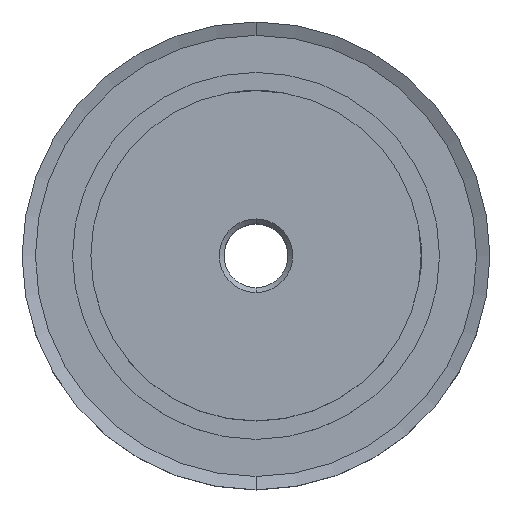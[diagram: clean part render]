
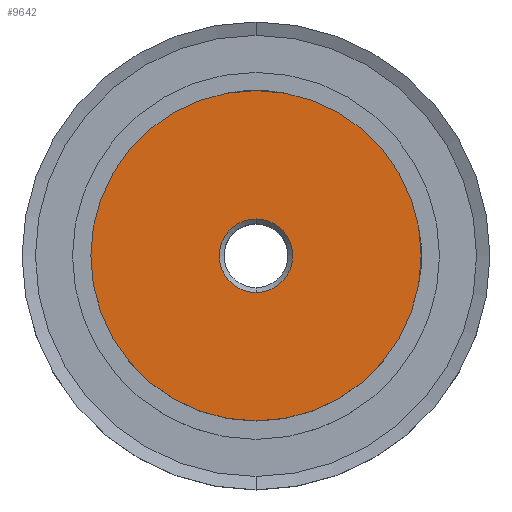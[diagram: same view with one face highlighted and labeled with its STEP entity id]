
A CAD part, top view. The second image highlights one B-rep face of the part: STEP entity #9642.
In plain terms, the highlighted planar face has unit normal (0, 0, 1).
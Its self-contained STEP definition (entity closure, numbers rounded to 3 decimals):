
#115=CARTESIAN_POINT('',(0.,0.,8.));
#116=DIRECTION('',(0.,0.,1.));
#117=DIRECTION('',(0.,1.,0.));
#118=AXIS2_PLACEMENT_3D('',#115,#116,#117);
#120=CARTESIAN_POINT('',(0.,0.,8.));
#121=DIRECTION('',(0.,0.,-1.));
#122=DIRECTION('',(0.,1.,0.));
#123=AXIS2_PLACEMENT_3D('',#120,#121,#122);
#130=CARTESIAN_POINT('',(0.,0.,8.));
#131=DIRECTION('',(0.,0.,-1.));
#132=DIRECTION('',(0.,1.,0.));
#133=AXIS2_PLACEMENT_3D('',#130,#131,#132);
#7198=CARTESIAN_POINT('',(0.,0.,8.));
#7199=DIRECTION('',(0.,0.,1.));
#7200=DIRECTION('',(0.,1.,0.));
#7201=AXIS2_PLACEMENT_3D('',#7198,#7199,#7200);
#7513=CARTESIAN_POINT('',(0.,15.5,8.));
#7514=CARTESIAN_POINT('',(0.,-15.5,8.));
#7515=VERTEX_POINT('',#7513);
#7516=VERTEX_POINT('',#7514);
#8777=CARTESIAN_POINT('',(0.,3.45,8.));
#8778=CARTESIAN_POINT('',(0.,-3.45,8.));
#8779=VERTEX_POINT('',#8777);
#8780=VERTEX_POINT('',#8778);
#9625=CARTESIAN_POINT('',(0.,0.,8.));
#9626=DIRECTION('',(0.,0.,-1.));
#9627=DIRECTION('',(0.,-1.,0.));
#9628=AXIS2_PLACEMENT_3D('',#9625,#9626,#9627);
#9629=PLANE('',#9628);
#9631=ORIENTED_EDGE('',*,*,#9630,.F.);
#9633=ORIENTED_EDGE('',*,*,#9632,.T.);
#9634=EDGE_LOOP('',(#9631,#9633));
#9635=FACE_OUTER_BOUND('',#9634,.F.);
#9637=ORIENTED_EDGE('',*,*,#9636,.F.);
#9639=ORIENTED_EDGE('',*,*,#9638,.T.);
#9640=EDGE_LOOP('',(#9637,#9639));
#9641=FACE_BOUND('',#9640,.F.);
#119=CIRCLE('',#118,15.5);
#124=CIRCLE('',#123,15.5);
#134=CIRCLE('',#133,3.45);
#7202=CIRCLE('',#7201,3.45);
#9630=EDGE_CURVE('',#7515,#7516,#119,.T.);
#9632=EDGE_CURVE('',#7515,#7516,#124,.T.);
#9636=EDGE_CURVE('',#8779,#8780,#134,.T.);
#9638=EDGE_CURVE('',#8779,#8780,#7202,.T.);
#9642=ADVANCED_FACE('',(#9635,#9641),#9629,.F.);
